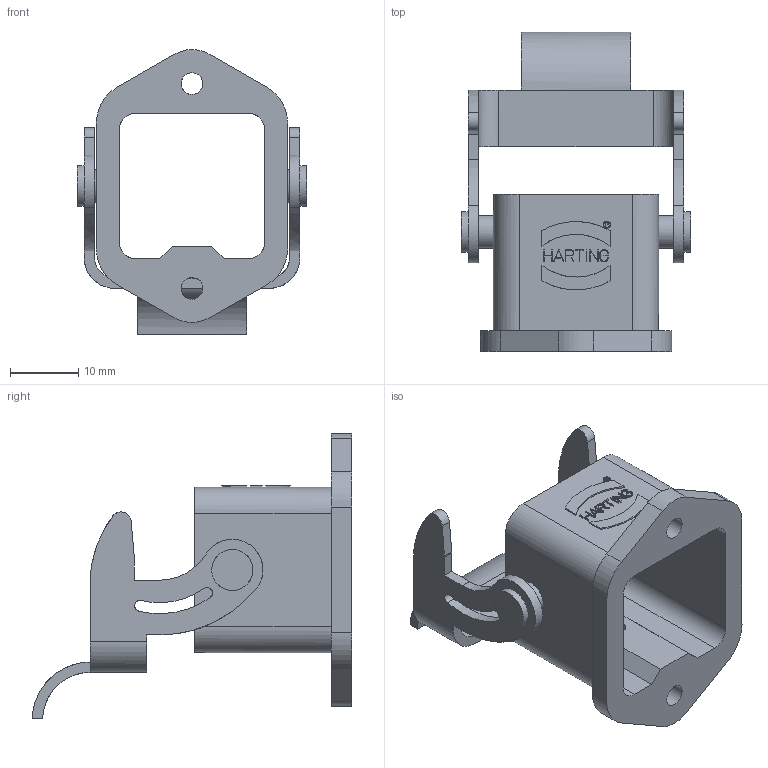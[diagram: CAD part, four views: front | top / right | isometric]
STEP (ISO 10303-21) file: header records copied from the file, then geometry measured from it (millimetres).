
FILE_DESCRIPTION(( 'HARTING HARTING HARTING HARTING HARTING HARTING HARTING HARTING HARTING', 'This Document is valid for Parts No. 09 62 003 0301'),'2;1');
FILE_NAME('MD_09620030301_R000001.stp', '2003-08-05T17:51:48',('ITIS-3'),('HARTING KGaA, D-32339 Espelkamp'), 'I-DEAS Master Series 9','HP-UNIX','Yes');
FILE_SCHEMA(('AUTOMOTIVE_DESIGN { 1 0 10303 214 0 1 1 1 }'));
Length unit declared in the file: millimetre
Products named in the file (1): Han 3EMV-agg-QB
Bounding box: 33.6 x 46.79 x 41.75 mm (x, y, z)
Volume: 5671 mm3; surface area: 7524.9 mm2
Topology: 1 solids, 1 shells, 201 faces, 532 edges, 353 vertices
Faces by surface type: bspline 201
Entity records: 5961 total; most frequent: CARTESIAN_POINT 2780, ORIENTED_EDGE 1064, EDGE_CURVE 532, VERTEX_POINT 353, QUASI_UNIFORM_CURVE 277, EDGE_LOOP 235, FACE_OUTER_BOUND 201, ADVANCED_FACE 201
